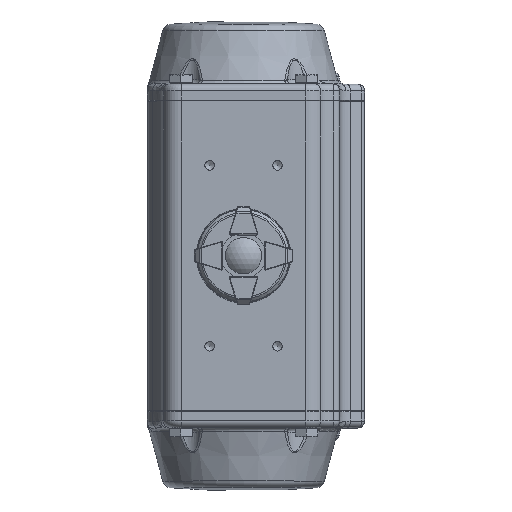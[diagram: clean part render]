
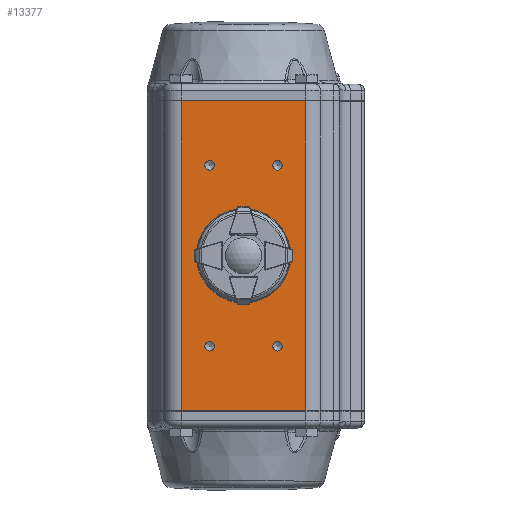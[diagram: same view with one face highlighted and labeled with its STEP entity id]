
A CAD part, top view. The second image highlights one B-rep face of the part: STEP entity #13377.
In plain terms, the highlighted face is planar.
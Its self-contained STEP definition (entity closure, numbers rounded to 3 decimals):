
#497=PLANE('',#15834);
#1453=LINE('',#26463,#2205);
#1468=LINE('',#26536,#2220);
#1483=LINE('',#26599,#2235);
#1484=LINE('',#26601,#2236);
#2205=VECTOR('',#18535,1000.);
#2220=VECTOR('',#18594,1000.);
#2235=VECTOR('',#18651,1000.);
#2236=VECTOR('',#18654,1000.);
#5085=ORIENTED_EDGE('',*,*,#7737,.F.);
#5086=ORIENTED_EDGE('',*,*,#7805,.F.);
#5087=ORIENTED_EDGE('',*,*,#7773,.T.);
#5088=ORIENTED_EDGE('',*,*,#7806,.T.);
#5089=ORIENTED_EDGE('',*,*,#7399,.T.);
#5090=ORIENTED_EDGE('',*,*,#7391,.F.);
#5091=ORIENTED_EDGE('',*,*,#7393,.F.);
#5092=ORIENTED_EDGE('',*,*,#7395,.F.);
#5093=ORIENTED_EDGE('',*,*,#7397,.F.);
#7391=EDGE_CURVE('',#9118,#9118,#10216,.T.);
#7393=EDGE_CURVE('',#9121,#9121,#10218,.T.);
#7395=EDGE_CURVE('',#9124,#9124,#10220,.T.);
#7397=EDGE_CURVE('',#9127,#9127,#10222,.T.);
#7399=EDGE_CURVE('',#9129,#9129,#10224,.T.);
#7737=EDGE_CURVE('',#9338,#9339,#1453,.T.);
#7773=EDGE_CURVE('',#9375,#9374,#1468,.T.);
#7805=EDGE_CURVE('',#9375,#9338,#1483,.T.);
#7806=EDGE_CURVE('',#9374,#9339,#1484,.T.);
#9118=VERTEX_POINT('',#23827);
#9121=VERTEX_POINT('',#23834);
#9124=VERTEX_POINT('',#23841);
#9127=VERTEX_POINT('',#23848);
#9129=VERTEX_POINT('',#23853);
#9338=VERTEX_POINT('',#26462);
#9339=VERTEX_POINT('',#26464);
#9374=VERTEX_POINT('',#26535);
#9375=VERTEX_POINT('',#26537);
#10216=CIRCLE('',#15458,2.1);
#10218=CIRCLE('',#15462,2.1);
#10220=CIRCLE('',#15466,2.1);
#10222=CIRCLE('',#15470,2.1);
#10224=CIRCLE('',#15473,15.8);
#11285=EDGE_LOOP('',(#5085,#5086,#5087,#5088));
#11286=EDGE_LOOP('',(#5089));
#11287=EDGE_LOOP('',(#5090));
#11288=EDGE_LOOP('',(#5091));
#11289=EDGE_LOOP('',(#5092));
#11290=EDGE_LOOP('',(#5093));
#12368=FACE_BOUND('',#11285,.T.);
#12369=FACE_BOUND('',#11286,.T.);
#12370=FACE_BOUND('',#11287,.T.);
#12371=FACE_BOUND('',#11288,.T.);
#12372=FACE_BOUND('',#11289,.T.);
#12373=FACE_BOUND('',#11290,.T.);
#13377=ADVANCED_FACE('',(#12368,#12369,#12370,#12371,#12372,#12373),#497,
 .T.);
#15458=AXIS2_PLACEMENT_3D('',#23826,#17829,#17830);
#15462=AXIS2_PLACEMENT_3D('',#23833,#17837,#17838);
#15466=AXIS2_PLACEMENT_3D('',#23840,#17845,#17846);
#15470=AXIS2_PLACEMENT_3D('',#23847,#17853,#17854);
#15473=AXIS2_PLACEMENT_3D('',#23852,#17859,#17860);
#15834=AXIS2_PLACEMENT_3D('',#26735,#18792,#18793);
#17829=DIRECTION('',(0.,1.,0.));
#17830=DIRECTION('',(0.,0.,1.));
#17837=DIRECTION('',(0.,1.,0.));
#17838=DIRECTION('',(0.,0.,1.));
#17845=DIRECTION('',(0.,1.,0.));
#17846=DIRECTION('',(0.,0.,1.));
#17853=DIRECTION('',(0.,1.,0.));
#17854=DIRECTION('',(0.,0.,1.));
#17859=DIRECTION('',(0.,-1.,0.));
#17860=DIRECTION('',(-1.,0.,0.));
#18535=DIRECTION('',(1.,0.,0.));
#18594=DIRECTION('',(1.,0.,0.));
#18651=DIRECTION('',(0.,0.,-1.));
#18654=DIRECTION('',(0.,0.,-1.));
#18792=DIRECTION('',(0.,1.,0.));
#18793=DIRECTION('',(1.,0.,0.));
#23826=CARTESIAN_POINT('',(15.,51.,40.));
#23827=CARTESIAN_POINT('',(15.,51.,42.1));
#23833=CARTESIAN_POINT('',(-15.,51.,40.));
#23834=CARTESIAN_POINT('',(-15.,51.,42.1));
#23840=CARTESIAN_POINT('',(15.,51.,-40.));
#23841=CARTESIAN_POINT('',(15.,51.,-37.9));
#23847=CARTESIAN_POINT('',(-15.,51.,-40.));
#23848=CARTESIAN_POINT('',(-15.,51.,-37.9));
#23852=CARTESIAN_POINT('',(0.,51.,0.));
#23853=CARTESIAN_POINT('',(-15.8,51.,0.));
#26462=CARTESIAN_POINT('',(-27.474,51.,-68.5));
#26463=CARTESIAN_POINT('',(-27.474,51.,-68.5));
#26464=CARTESIAN_POINT('',(27.474,51.,-68.5));
#26535=CARTESIAN_POINT('',(27.474,51.,68.5));
#26536=CARTESIAN_POINT('',(-27.474,51.,68.5));
#26537=CARTESIAN_POINT('',(-27.474,51.,68.5));
#26599=CARTESIAN_POINT('',(-27.474,51.,68.5));
#26601=CARTESIAN_POINT('',(27.474,51.,68.5));
#26735=CARTESIAN_POINT('',(-27.474,51.,68.5));
